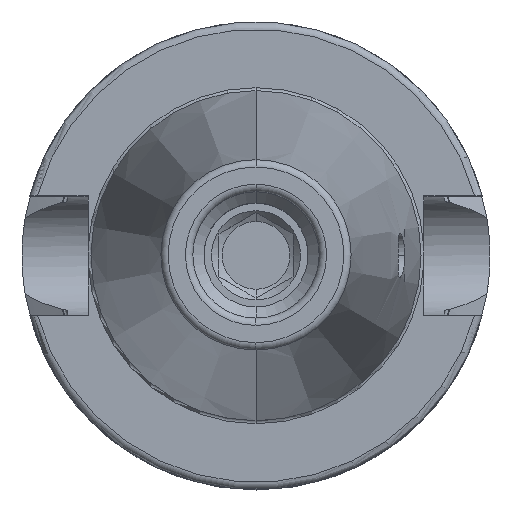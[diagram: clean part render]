
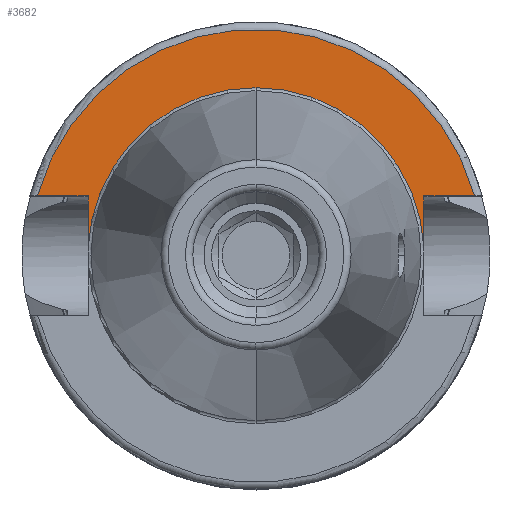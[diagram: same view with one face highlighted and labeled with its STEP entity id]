
A CAD part, top view. The second image highlights one B-rep face of the part: STEP entity #3682.
In plain terms, the highlighted planar face has unit normal (0, 0, 1).
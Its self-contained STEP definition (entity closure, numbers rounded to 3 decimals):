
#938=DIRECTION('',(0,1,0));
#939=VECTOR('',#938,6.987);
#940=CARTESIAN_POINT('',(-22.6,1.063,25));
#941=LINE('',#940,#939);
#942=DIRECTION('',(1,0,0));
#943=VECTOR('',#942,6.818);
#944=CARTESIAN_POINT('',(-29.418,8.05,25));
#945=LINE('',#944,#943);
#946=DIRECTION('',(-1,0,0));
#947=VECTOR('',#946,6.818);
#948=CARTESIAN_POINT('',(29.418,8.05,25));
#949=LINE('',#948,#947);
#950=DIRECTION('',(0,-1,0));
#951=VECTOR('',#950,6.987);
#952=CARTESIAN_POINT('',(22.6,8.05,25));
#953=LINE('',#952,#951);
#960=CARTESIAN_POINT('',(0,0,25));
#961=DIRECTION('',(0,0,1));
#962=DIRECTION('',(0,1,0));
#963=AXIS2_PLACEMENT_3D('',#960,#961,#962);
#991=CARTESIAN_POINT('',(0,0,25));
#992=DIRECTION('',(0,0,-1));
#993=DIRECTION('',(0,1,0));
#994=AXIS2_PLACEMENT_3D('',#991,#992,#993);
#1043=CARTESIAN_POINT('',(0,0,25));
#1044=DIRECTION('',(0,0,1));
#1045=DIRECTION('',(0.965,0.264,0));
#1046=AXIS2_PLACEMENT_3D('',#1043,#1044,#1045);
#2199=CARTESIAN_POINT('',(-22.6,1.063,25));
#2200=CARTESIAN_POINT('',(-22.6,8.05,25));
#2201=VERTEX_POINT('',#2199);
#2202=VERTEX_POINT('',#2200);
#2203=CARTESIAN_POINT('',(-29.418,8.05,25));
#2204=VERTEX_POINT('',#2203);
#2205=CARTESIAN_POINT('',(22.6,8.05,25));
#2206=CARTESIAN_POINT('',(22.6,1.063,25));
#2207=VERTEX_POINT('',#2205);
#2208=VERTEX_POINT('',#2206);
#2215=CARTESIAN_POINT('',(29.418,8.05,25));
#2216=VERTEX_POINT('',#2215);
#2263=CARTESIAN_POINT('',(0,22.625,25));
#2265=VERTEX_POINT('',#2263);
#3663=CARTESIAN_POINT('',(0,0,25));
#3664=DIRECTION('',(0,0,-1));
#3665=DIRECTION('',(0,-1,0));
#3666=AXIS2_PLACEMENT_3D('',#3663,#3664,#3665);
#3667=PLANE('',#3666);
#3668=ORIENTED_EDGE('',*,*,#3420,.T.);
#3669=ORIENTED_EDGE('',*,*,#3449,.F.);
#3671=ORIENTED_EDGE('',*,*,#3670,.F.);
#3673=ORIENTED_EDGE('',*,*,#3672,.T.);
#3675=ORIENTED_EDGE('',*,*,#3674,.T.);
#3677=ORIENTED_EDGE('',*,*,#3676,.F.);
#3679=ORIENTED_EDGE('',*,*,#3678,.T.);
#3680=EDGE_LOOP('',(#3668,#3669,#3671,#3673,#3675,#3677,#3679));
#3681=FACE_OUTER_BOUND('',#3680,.F.);
#3682=ADVANCED_FACE('',(#3681),#3667,.F.);
#964=CIRCLE('',#963,22.625);
#995=CIRCLE('',#994,22.625);
#1047=CIRCLE('',#1046,30.5);
#3420=EDGE_CURVE('',#2201,#2202,#941,.T.);
#3449=EDGE_CURVE('',#2204,#2202,#945,.T.);
#3670=EDGE_CURVE('',#2216,#2204,#1047,.T.);
#3672=EDGE_CURVE('',#2216,#2207,#949,.T.);
#3674=EDGE_CURVE('',#2207,#2208,#953,.T.);
#3676=EDGE_CURVE('',#2265,#2208,#995,.T.);
#3678=EDGE_CURVE('',#2265,#2201,#964,.T.);
